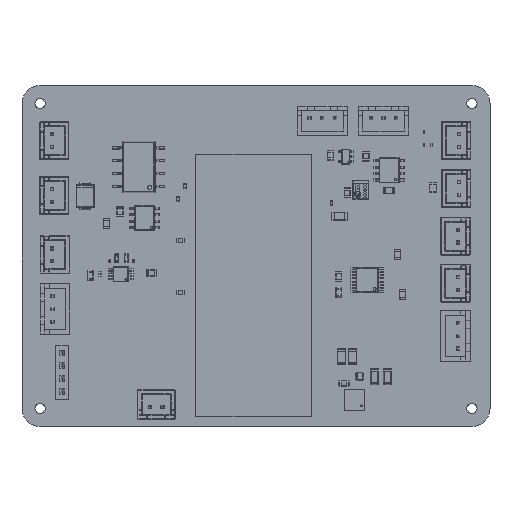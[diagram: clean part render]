
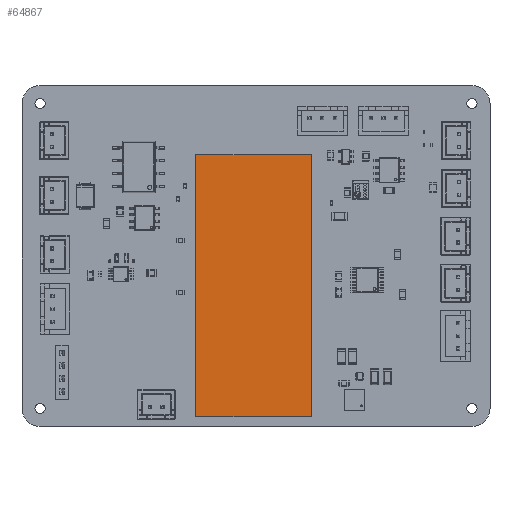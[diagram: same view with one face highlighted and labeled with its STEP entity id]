
A CAD part, top view. The second image highlights one B-rep face of the part: STEP entity #64867.
In plain terms, the highlighted planar face has unit normal (0, 0, 1).
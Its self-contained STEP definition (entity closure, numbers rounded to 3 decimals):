
#64738 = VERTEX_POINT('',#64739);
#64739 = CARTESIAN_POINT('',(-6.75,21.56,8.));
#64745 = EDGE_CURVE('',#64738,#64746,#64748,.T.);
#64746 = VERTEX_POINT('',#64747);
#64747 = CARTESIAN_POINT('',(44.85,21.56,8.));
#64748 = LINE('',#64749,#64750);
#64749 = CARTESIAN_POINT('',(-6.75,21.56,8.));
#64750 = VECTOR('',#64751,1.);
#64751 = DIRECTION('',(1.,0.,0.));
#64776 = EDGE_CURVE('',#64746,#64777,#64779,.T.);
#64777 = VERTEX_POINT('',#64778);
#64778 = CARTESIAN_POINT('',(44.85,-1.24,8.));
#64779 = LINE('',#64780,#64781);
#64780 = CARTESIAN_POINT('',(44.85,21.56,8.));
#64781 = VECTOR('',#64782,1.);
#64782 = DIRECTION('',(0.,-1.,0.));
#64807 = EDGE_CURVE('',#64777,#64808,#64810,.T.);
#64808 = VERTEX_POINT('',#64809);
#64809 = CARTESIAN_POINT('',(-6.75,-1.24,8.));
#64810 = LINE('',#64811,#64812);
#64811 = CARTESIAN_POINT('',(44.85,-1.24,8.));
#64812 = VECTOR('',#64813,1.);
#64813 = DIRECTION('',(-1.,0.,0.));
#64838 = EDGE_CURVE('',#64808,#64738,#64839,.T.);
#64839 = LINE('',#64840,#64841);
#64840 = CARTESIAN_POINT('',(-6.75,-1.24,8.));
#64841 = VECTOR('',#64842,1.);
#64842 = DIRECTION('',(0.,1.,0.));
#64867 = ADVANCED_FACE('',(#64868),#64874,.F.);
#64868 = FACE_BOUND('',#64869,.F.);
#64869 = EDGE_LOOP('',(#64870,#64871,#64872,#64873));
#64870 = ORIENTED_EDGE('',*,*,#64745,.T.);
#64871 = ORIENTED_EDGE('',*,*,#64776,.T.);
#64872 = ORIENTED_EDGE('',*,*,#64807,.T.);
#64873 = ORIENTED_EDGE('',*,*,#64838,.T.);
#64874 = PLANE('',#64875);
#64875 = AXIS2_PLACEMENT_3D('',#64876,#64877,#64878);
#64876 = CARTESIAN_POINT('',(19.05,10.16,8.));
#64877 = DIRECTION('',(0.,0.,-1.));
#64878 = DIRECTION('',(0.,-1.,0.));
